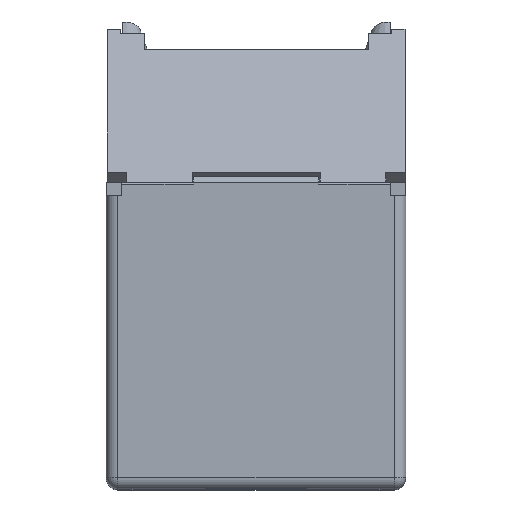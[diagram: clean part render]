
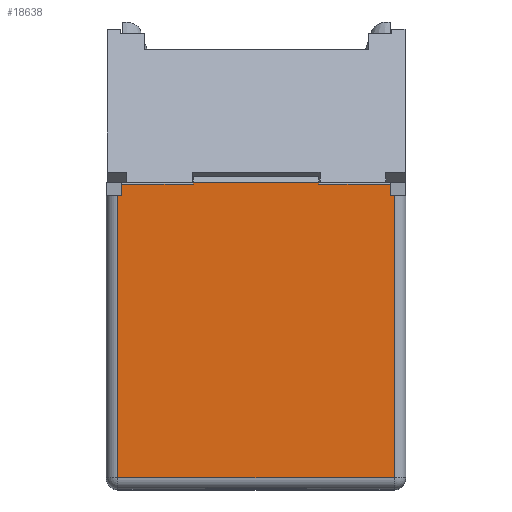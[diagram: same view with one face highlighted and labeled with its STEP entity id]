
A CAD part, top view. The second image highlights one B-rep face of the part: STEP entity #18638.
In plain terms, the highlighted planar face has unit normal (0, 0, 1).
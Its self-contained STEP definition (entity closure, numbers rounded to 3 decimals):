
#973=ORIENTED_EDGE('',*,*,#6438,.T.);
#974=ORIENTED_EDGE('',*,*,#6439,.T.);
#975=ORIENTED_EDGE('',*,*,#6440,.T.);
#976=ORIENTED_EDGE('',*,*,#6441,.T.);
#977=ORIENTED_EDGE('',*,*,#6442,.T.);
#978=ORIENTED_EDGE('',*,*,#6443,.T.);
#979=ORIENTED_EDGE('',*,*,#6444,.F.);
#980=ORIENTED_EDGE('',*,*,#6445,.T.);
#981=ORIENTED_EDGE('',*,*,#6446,.T.);
#982=ORIENTED_EDGE('',*,*,#6447,.T.);
#983=ORIENTED_EDGE('',*,*,#6448,.T.);
#984=ORIENTED_EDGE('',*,*,#6449,.T.);
#6438=EDGE_CURVE('',#9147,#9148,#11038,.T.);
#6439=EDGE_CURVE('',#9148,#9149,#11039,.T.);
#6440=EDGE_CURVE('',#9149,#9150,#11040,.T.);
#6441=EDGE_CURVE('',#9150,#9151,#11041,.T.);
#6442=EDGE_CURVE('',#9151,#9152,#11042,.T.);
#6443=EDGE_CURVE('',#9152,#9153,#11043,.T.);
#6444=EDGE_CURVE('',#9154,#9153,#11044,.T.);
#6445=EDGE_CURVE('',#9154,#9155,#11045,.T.);
#6446=EDGE_CURVE('',#9155,#9156,#11046,.F.);
#6447=EDGE_CURVE('',#9156,#9157,#11047,.T.);
#6448=EDGE_CURVE('',#9157,#9158,#11048,.T.);
#6449=EDGE_CURVE('',#9158,#9147,#11049,.T.);
#9147=VERTEX_POINT('',#28378);
#9148=VERTEX_POINT('',#28379);
#9149=VERTEX_POINT('',#28381);
#9150=VERTEX_POINT('',#28383);
#9151=VERTEX_POINT('',#28385);
#9152=VERTEX_POINT('',#28387);
#9153=VERTEX_POINT('',#28389);
#9154=VERTEX_POINT('',#28391);
#9155=VERTEX_POINT('',#28393);
#9156=VERTEX_POINT('',#28395);
#9157=VERTEX_POINT('',#28397);
#9158=VERTEX_POINT('',#28399);
#11038=LINE('',#28377,#13479);
#11039=LINE('',#28380,#13480);
#11040=LINE('',#28382,#13481);
#11041=LINE('',#28384,#13482);
#11042=LINE('',#28386,#13483);
#11043=LINE('',#28388,#13484);
#11044=LINE('',#28390,#13485);
#11045=LINE('',#28392,#13486);
#11046=LINE('',#28394,#13487);
#11047=LINE('',#28396,#13488);
#11048=LINE('',#28398,#13489);
#11049=LINE('',#28400,#13490);
#13479=VECTOR('',#23075,1000.);
#13480=VECTOR('',#23076,1000.);
#13481=VECTOR('',#23077,1000.);
#13482=VECTOR('',#23078,1000.);
#13483=VECTOR('',#23079,1000.);
#13484=VECTOR('',#23080,1000.);
#13485=VECTOR('',#23081,1000.);
#13486=VECTOR('',#23082,1000.);
#13487=VECTOR('',#23083,1000.);
#13488=VECTOR('',#23084,1000.);
#13489=VECTOR('',#23085,1000.);
#13490=VECTOR('',#23086,1000.);
#15612=EDGE_LOOP('',(#973,#974,#975,#976,#977,#978,#979,#980,#981,#982,
#983,#984));
#16704=FACE_BOUND('',#15612,.T.);
#17794=PLANE('',#21379);
#18638=ADVANCED_FACE('',(#16704),#17794,.T.);
#21379=AXIS2_PLACEMENT_3D('',#28376,#23073,#23074);
#23073=DIRECTION('',(0.,0.,1.));
#23074=DIRECTION('',(1.,0.,0.));
#23075=DIRECTION('',(0.,1.,0.));
#23076=DIRECTION('',(-1.,0.,0.));
#23077=DIRECTION('',(0.,1.,0.));
#23078=DIRECTION('',(-1.,0.,0.));
#23079=DIRECTION('',(0.,-1.,0.));
#23080=DIRECTION('',(-1.,0.,0.));
#23081=DIRECTION('',(0.,1.,0.));
#23082=DIRECTION('',(-1.,0.,0.));
#23083=DIRECTION('',(0.,1.,0.));
#23084=DIRECTION('',(1.,0.,0.));
#23085=DIRECTION('',(0.,1.,0.));
#23086=DIRECTION('',(-1.,0.,0.));
#28376=CARTESIAN_POINT('',(-7.75,-7.95,8.05));
#28377=CARTESIAN_POINT('',(6.95,7.25,8.05));
#28378=CARTESIAN_POINT('',(6.95,7.25,8.05));
#28379=CARTESIAN_POINT('',(6.95,7.85,8.05));
#28380=CARTESIAN_POINT('',(-7.75,7.85,8.05));
#28381=CARTESIAN_POINT('',(3.25,7.85,8.05));
#28382=CARTESIAN_POINT('',(3.25,-7.95,8.05));
#28383=CARTESIAN_POINT('',(3.25,7.95,8.05));
#28384=CARTESIAN_POINT('',(-7.75,7.95,8.05));
#28385=CARTESIAN_POINT('',(-3.25,7.95,8.05));
#28386=CARTESIAN_POINT('',(-3.25,-7.95,8.05));
#28387=CARTESIAN_POINT('',(-3.25,7.85,8.05));
#28388=CARTESIAN_POINT('',(-7.75,7.85,8.05));
#28389=CARTESIAN_POINT('',(-6.95,7.85,8.05));
#28390=CARTESIAN_POINT('',(-6.95,7.25,8.05));
#28391=CARTESIAN_POINT('',(-6.95,7.25,8.05));
#28392=CARTESIAN_POINT('',(-6.95,7.25,8.05));
#28393=CARTESIAN_POINT('',(-7.15,7.25,8.05));
#28394=CARTESIAN_POINT('',(-7.15,-7.95,8.05));
#28395=CARTESIAN_POINT('',(-7.15,-7.35,8.05));
#28396=CARTESIAN_POINT('',(7.75,-7.35,8.05));
#28397=CARTESIAN_POINT('',(7.15,-7.35,8.05));
#28398=CARTESIAN_POINT('',(7.15,-7.95,8.05));
#28399=CARTESIAN_POINT('',(7.15,7.25,8.05));
#28400=CARTESIAN_POINT('',(7.75,7.25,8.05));
